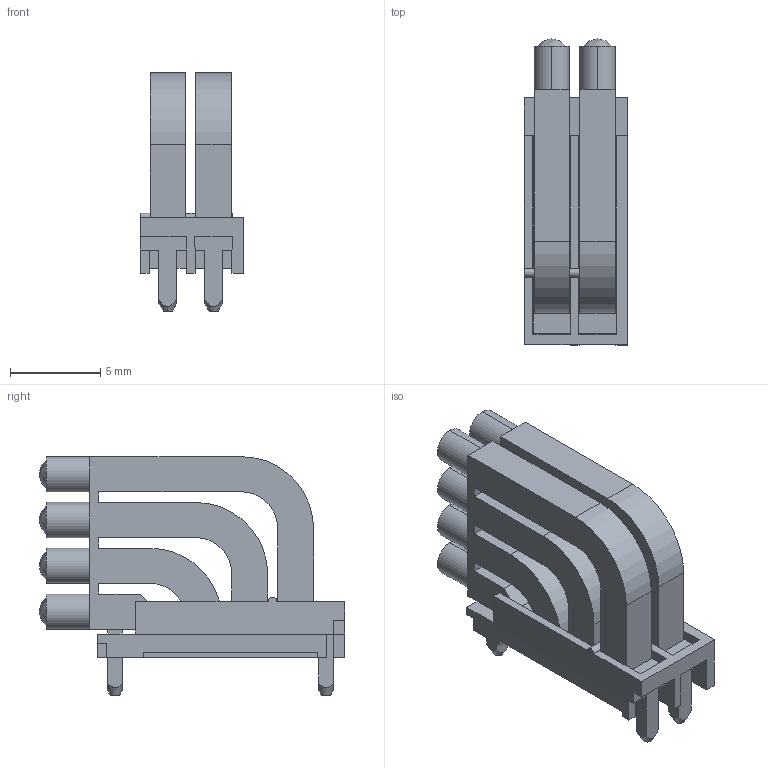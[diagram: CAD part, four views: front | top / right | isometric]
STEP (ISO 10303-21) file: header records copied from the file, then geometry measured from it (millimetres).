
FILE_DESCRIPTION (( 'STEP AP214' ), '1' );
FILE_NAME ('栱殣鍒鍱 2202320.stp', '2017-10-19T21:50:16', ( '' ), ( '' ), 'SwSTEP 2.0', 'SolidWorks 2016', '' );
FILE_SCHEMA (( 'AUTOMOTIVE_DESIGN' ));
Length unit declared in the file: millimetre
Products named in the file (2): HS_LC-H-D2_R4XC2-2.54_H.Select_00821957; 栱殣鍒鍱 2202320
Assembly tree (1 placements, depth 2):
  栱殣鍒鍱 2202320
    HS_LC-H-D2_R4XC2-2.54_H.Select_00821957
Bounding box: 5.72 x 16.95 x 13.23 mm (x, y, z)
Surface area: 1170.5 mm2 (no closed solid volume)
Topology: 0 solids, 1 shells, 223 faces, 634 edges, 415 vertices
Faces by surface type: plane 166, cylinder 39, cone 10, bspline 8
Entity records: 10104 total; most frequent: CARTESIAN_POINT 1820, ORIENTED_EDGE 1268, DIRECTION 1114, EDGE_CURVE 634, LINE 488, VECTOR 488, VERTEX_POINT 415, AXIS2_PLACEMENT_3D 313
